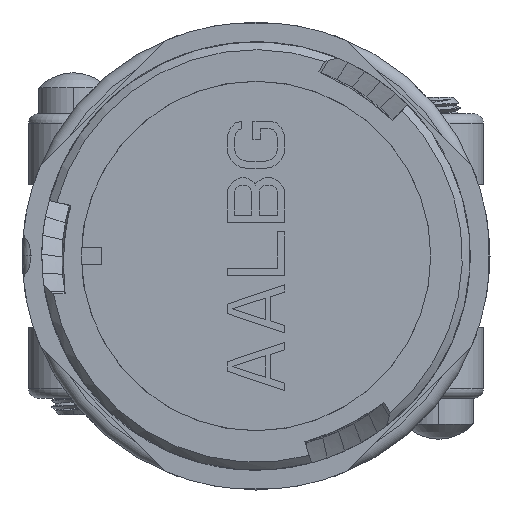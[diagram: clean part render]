
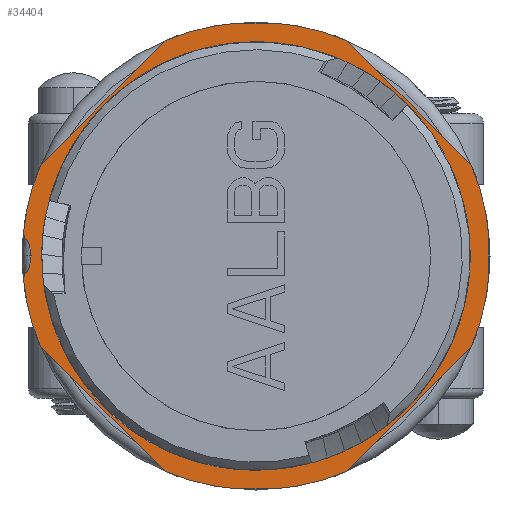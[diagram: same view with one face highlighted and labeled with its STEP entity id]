
A CAD part, left-side view. The second image highlights one B-rep face of the part: STEP entity #34404.
In plain terms, the highlighted planar face has unit normal (-1, 0, 0).
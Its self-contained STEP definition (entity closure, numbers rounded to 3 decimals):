
#603=CARTESIAN_POINT('',(20.6,0.,0.));
#604=DIRECTION('',(1.,0.,0.));
#605=DIRECTION('',(0.,1.,0.));
#606=AXIS2_PLACEMENT_3D('',#603,#604,#605);
#1618=CARTESIAN_POINT('',(20.6,0.,0.));
#1619=DIRECTION('',(-1.,0.,0.));
#1620=DIRECTION('',(0.,1.,0.));
#1621=AXIS2_PLACEMENT_3D('',#1618,#1619,#1620);
#2965=DIRECTION('',(0.,-0.707,0.707));
#2966=VECTOR('',#2965,16.837);
#2967=CARTESIAN_POINT('',(20.6,20.554,8.649));
#2968=LINE('1845',#2967,#2966);
#2969=CARTESIAN_POINT('',(20.6,0.,0.));
#2970=DIRECTION('',(-1.,0.,0.));
#2971=DIRECTION('',(0.,0.082,0.997));
#2972=AXIS2_PLACEMENT_3D('',#2969,#2970,#2971);
#2974=DIRECTION('',(0.,-1.,0.));
#2975=VECTOR('',#2974,3.655);
#2976=CARTESIAN_POINT('',(20.6,1.827,22.225));
#2977=LINE('1870',#2976,#2975);
#2978=CARTESIAN_POINT('',(20.6,0.,0.));
#2979=DIRECTION('',(-1.,0.,0.));
#2980=DIRECTION('',(0.,-0.388,0.922));
#2981=AXIS2_PLACEMENT_3D('',#2978,#2979,#2980);
#2983=DIRECTION('',(0.,-0.707,-0.707));
#2984=VECTOR('',#2983,16.837);
#2985=CARTESIAN_POINT('',(20.6,-8.649,20.554));
#2986=LINE('1848',#2985,#2984);
#2987=CARTESIAN_POINT('',(20.6,0.,0.));
#2988=DIRECTION('',(-1.,0.,0.));
#2989=DIRECTION('',(0.,-0.997,0.082));
#2990=AXIS2_PLACEMENT_3D('',#2987,#2988,#2989);
#2992=DIRECTION('',(0.,0.,-1.));
#2993=VECTOR('',#2992,3.655);
#2994=CARTESIAN_POINT('',(20.6,-22.225,1.827));
#2995=LINE('1869',#2994,#2993);
#2996=CARTESIAN_POINT('',(20.6,0.,0.));
#2997=DIRECTION('',(-1.,0.,0.));
#2998=DIRECTION('',(0.,-0.922,-0.388));
#2999=AXIS2_PLACEMENT_3D('',#2996,#2997,#2998);
#3001=DIRECTION('',(0.,0.707,-0.707));
#3002=VECTOR('',#3001,16.837);
#3003=CARTESIAN_POINT('',(20.6,-20.554,-8.649));
#3004=LINE('1851',#3003,#3002);
#3005=CARTESIAN_POINT('',(20.6,0.,0.));
#3006=DIRECTION('',(-1.,0.,0.));
#3007=DIRECTION('',(0.,-0.082,-0.997));
#3008=AXIS2_PLACEMENT_3D('',#3005,#3006,#3007);
#3010=DIRECTION('',(0.,1.,0.));
#3011=VECTOR('',#3010,3.655);
#3012=CARTESIAN_POINT('',(20.6,-1.827,-22.225));
#3013=LINE('1868',#3012,#3011);
#3014=CARTESIAN_POINT('',(20.6,0.,0.));
#3015=DIRECTION('',(-1.,0.,0.));
#3016=DIRECTION('',(0.,0.388,-0.922));
#3017=AXIS2_PLACEMENT_3D('',#3014,#3015,#3016);
#3019=DIRECTION('',(0.,0.707,0.707));
#3020=VECTOR('',#3019,16.837);
#3021=CARTESIAN_POINT('',(20.6,8.649,-20.554));
#3022=LINE('1854',#3021,#3020);
#3023=CARTESIAN_POINT('',(20.6,0.,0.));
#3024=DIRECTION('',(-1.,0.,0.));
#3025=DIRECTION('',(0.,0.996,-0.092));
#3026=AXIS2_PLACEMENT_3D('',#3023,#3024,#3025);
#3028=CARTESIAN_POINT('',(20.6,24.645,0.));
#3029=DIRECTION('',(-1.,0.,0.));
#3030=DIRECTION('',(0.,-0.767,-0.642));
#3031=AXIS2_PLACEMENT_3D('',#3028,#3029,#3030);
#3033=CARTESIAN_POINT('',(20.6,0.,0.));
#3034=DIRECTION('',(-1.,0.,0.));
#3035=DIRECTION('',(0.,0.922,0.388));
#3036=AXIS2_PLACEMENT_3D('',#3033,#3034,#3035);
#24128=CARTESIAN_POINT('',(20.6,20.435,0.));
#24129=CARTESIAN_POINT('',(20.6,-20.435,0.));
#24130=VERTEX_POINT('',#24128);
#24131=VERTEX_POINT('',#24129);
#24670=CARTESIAN_POINT('',(20.6,20.554,8.649));
#24671=CARTESIAN_POINT('',(20.6,8.649,20.554));
#24672=VERTEX_POINT('',#24670);
#24673=VERTEX_POINT('',#24671);
#24674=CARTESIAN_POINT('',(20.6,-8.649,20.554));
#24675=CARTESIAN_POINT('',(20.6,-1.827,22.225));
#24676=VERTEX_POINT('',#24674);
#24677=VERTEX_POINT('',#24675);
#24678=CARTESIAN_POINT('',(20.6,1.827,22.225));
#24679=VERTEX_POINT('',#24678);
#24680=CARTESIAN_POINT('',(20.6,-20.554,8.649));
#24681=VERTEX_POINT('',#24680);
#24682=CARTESIAN_POINT('',(20.6,-20.554,-8.649));
#24683=CARTESIAN_POINT('',(20.6,-22.225,-1.827));
#24684=VERTEX_POINT('',#24682);
#24685=VERTEX_POINT('',#24683);
#24686=CARTESIAN_POINT('',(20.6,-22.225,1.827));
#24687=VERTEX_POINT('',#24686);
#24688=CARTESIAN_POINT('',(20.6,-8.649,-20.554));
#24689=VERTEX_POINT('',#24688);
#24690=CARTESIAN_POINT('',(20.6,8.649,-20.554));
#24691=CARTESIAN_POINT('',(20.6,1.827,-22.225));
#24692=VERTEX_POINT('',#24690);
#24693=VERTEX_POINT('',#24691);
#24694=CARTESIAN_POINT('',(20.6,-1.827,-22.225));
#24695=VERTEX_POINT('',#24694);
#24696=CARTESIAN_POINT('',(20.6,20.554,-8.649));
#24697=VERTEX_POINT('',#24696);
#24698=CARTESIAN_POINT('',(20.6,22.206,2.041));
#24699=VERTEX_POINT('',#24698);
#24700=CARTESIAN_POINT('',(20.6,22.206,-2.041));
#24701=VERTEX_POINT('',#24700);
#34361=CARTESIAN_POINT('',(20.6,0.,0.));
#34362=DIRECTION('',(1.,0.,0.));
#34363=DIRECTION('',(0.,-1.,0.));
#34364=AXIS2_PLACEMENT_3D('',#34361,#34362,#34363);
#34365=PLANE('248',#34364);
#34367=ORIENTED_EDGE('1845',*,*,#34366,.T.);
#34369=ORIENTED_EDGE('1847',*,*,#34368,.F.);
#34371=ORIENTED_EDGE('1870',*,*,#34370,.T.);
#34373=ORIENTED_EDGE('1846',*,*,#34372,.F.);
#34375=ORIENTED_EDGE('1848',*,*,#34374,.T.);
#34377=ORIENTED_EDGE('1850',*,*,#34376,.F.);
#34379=ORIENTED_EDGE('1869',*,*,#34378,.T.);
#34381=ORIENTED_EDGE('1849',*,*,#34380,.F.);
#34383=ORIENTED_EDGE('1851',*,*,#34382,.T.);
#34385=ORIENTED_EDGE('1853',*,*,#34384,.F.);
#34387=ORIENTED_EDGE('1868',*,*,#34386,.T.);
#34389=ORIENTED_EDGE('1852',*,*,#34388,.F.);
#34391=ORIENTED_EDGE('1854',*,*,#34390,.T.);
#34393=ORIENTED_EDGE('1856',*,*,#34392,.F.);
#34395=ORIENTED_EDGE('1872',*,*,#34394,.T.);
#34397=ORIENTED_EDGE('1855',*,*,#34396,.F.);
#34398=EDGE_LOOP('248',(#34367,#34369,#34371,#34373,#34375,#34377,#34379,#34381,
#34383,#34385,#34387,#34389,#34391,#34393,#34395,#34397));
#34399=FACE_OUTER_BOUND('248',#34398,.F.);
#34400=ORIENTED_EDGE('1254',*,*,#30397,.T.);
#34401=ORIENTED_EDGE('1253',*,*,#27444,.F.);
#34402=EDGE_LOOP('248',(#34400,#34401));
#34403=FACE_BOUND('248',#34402,.F.);
#607=CIRCLE('1253',#606,20.435);
#1622=CIRCLE('1254',#1621,20.435);
#2973=CIRCLE('1847',#2972,22.3);
#2982=CIRCLE('1846',#2981,22.3);
#2991=CIRCLE('1850',#2990,22.3);
#3000=CIRCLE('1849',#2999,22.3);
#3009=CIRCLE('1853',#3008,22.3);
#3018=CIRCLE('1852',#3017,22.3);
#3027=CIRCLE('1856',#3026,22.3);
#3032=CIRCLE('1872',#3031,3.18);
#3037=CIRCLE('1855',#3036,22.3);
#27444=EDGE_CURVE('1253',#24130,#24131,#607,.T.);
#30397=EDGE_CURVE('1254',#24130,#24131,#1622,.T.);
#34366=EDGE_CURVE('1845',#24672,#24673,#2968,.T.);
#34368=EDGE_CURVE('1847',#24679,#24673,#2973,.T.);
#34370=EDGE_CURVE('1870',#24679,#24677,#2977,.T.);
#34372=EDGE_CURVE('1846',#24676,#24677,#2982,.T.);
#34374=EDGE_CURVE('1848',#24676,#24681,#2986,.T.);
#34376=EDGE_CURVE('1850',#24687,#24681,#2991,.T.);
#34378=EDGE_CURVE('1869',#24687,#24685,#2995,.T.);
#34380=EDGE_CURVE('1849',#24684,#24685,#3000,.T.);
#34382=EDGE_CURVE('1851',#24684,#24689,#3004,.T.);
#34384=EDGE_CURVE('1853',#24695,#24689,#3009,.T.);
#34386=EDGE_CURVE('1868',#24695,#24693,#3013,.T.);
#34388=EDGE_CURVE('1852',#24692,#24693,#3018,.T.);
#34390=EDGE_CURVE('1854',#24692,#24697,#3022,.T.);
#34392=EDGE_CURVE('1856',#24701,#24697,#3027,.T.);
#34394=EDGE_CURVE('1872',#24701,#24699,#3032,.T.);
#34396=EDGE_CURVE('1855',#24672,#24699,#3037,.T.);
#34404=ADVANCED_FACE('248',(#34399,#34403),#34365,.F.);
